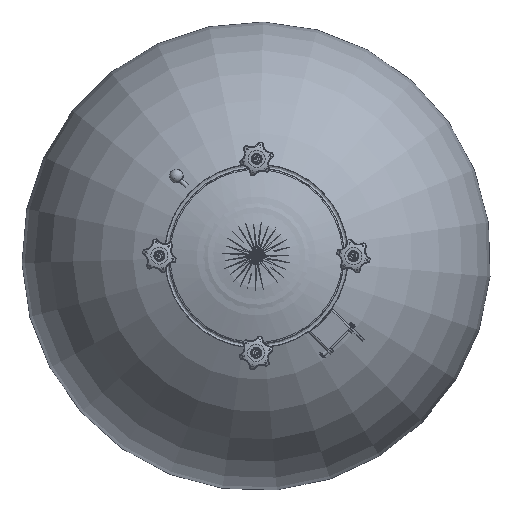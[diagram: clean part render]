
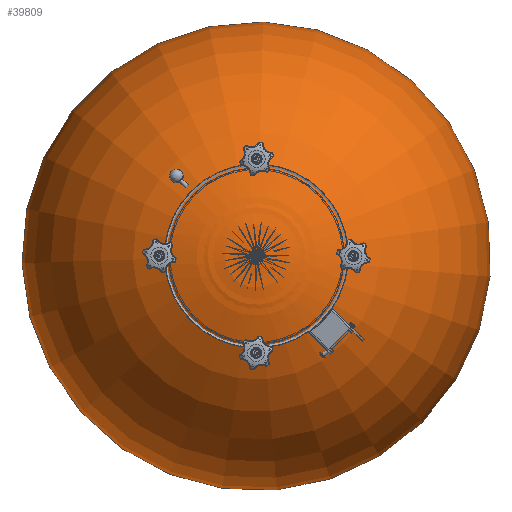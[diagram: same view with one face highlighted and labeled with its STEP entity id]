
A CAD part, top view. The second image highlights one B-rep face of the part: STEP entity #39809.
In plain terms, the highlighted toroidal (fillet/blend) face has major radius 0.016 mm and minor radius 550.015 mm.
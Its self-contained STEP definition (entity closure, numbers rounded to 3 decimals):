
#100=VERTEX_LOOP('',#26257);
#104=DEGENERATE_TOROIDAL_SURFACE('',#63190,0.016,550.015,
 .T.);
#7924=ORIENTED_EDGE('',*,*,#20113,.F.);
#20113=EDGE_CURVE('',#26255,#26255,#29212,.T.);
#26255=VERTEX_POINT('',#80956);
#26257=VERTEX_POINT('',#80960);
#29212=CIRCLE('',#63188,203.);
#31231=EDGE_LOOP('',(#7924));
#34701=FACE_BOUND('',#31231,.T.);
#34702=FACE_BOUND('',#100,.T.);
#39809=ADVANCED_FACE('',(#34701,#34702),#104,.T.);
#63188=AXIS2_PLACEMENT_3D('',#80955,#68867,#68868);
#63190=AXIS2_PLACEMENT_3D('',#80959,#68871,#68872);
#68867=DIRECTION('',(0.,0.,-1.));
#68868=DIRECTION('',(0.,1.,0.));
#68871=DIRECTION('',(0.,0.,-1.));
#68872=DIRECTION('',(0.,1.,0.));
#80955=CARTESIAN_POINT('',(0.,0.,
5.174));
#80956=CARTESIAN_POINT('',(0.,203.,5.174));
#80959=CARTESIAN_POINT('',(0.,0.,
-506.015));
#80960=CARTESIAN_POINT('',(0.,0.,
44.));
